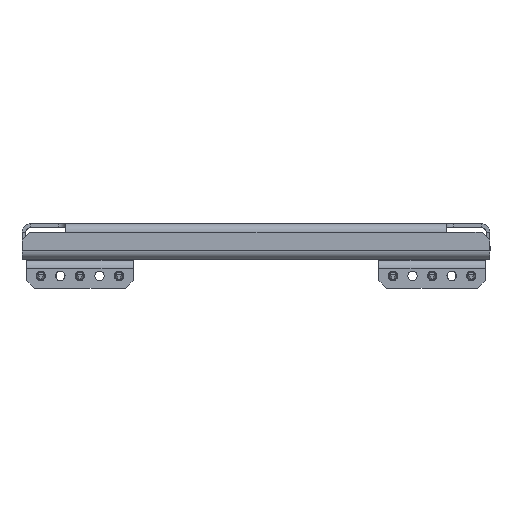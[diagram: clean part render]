
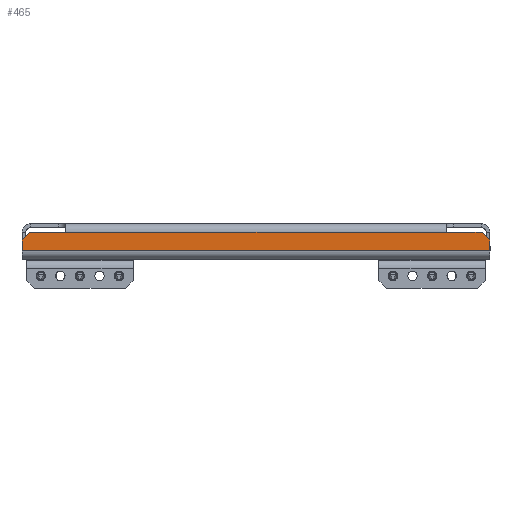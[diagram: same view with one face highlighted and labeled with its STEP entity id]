
A CAD part, left-side view. The second image highlights one B-rep face of the part: STEP entity #465.
In plain terms, the highlighted planar face has unit normal (-1, 0, 0).
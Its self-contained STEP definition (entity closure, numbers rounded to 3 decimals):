
#465 = ADVANCED_FACE ( 'NONE', ( #2415 ), #5655, .F. ) ;
#466 = VERTEX_POINT ( 'NONE', #2799 ) ;
#589 = VECTOR ( 'NONE', #5619, 1000. ) ;
#765 = AXIS2_PLACEMENT_3D ( 'NONE', #11964, #12876, #5616 ) ;
#1393 = LINE ( 'NONE', #5192, #2669 ) ;
#1982 = VERTEX_POINT ( 'NONE', #11284 ) ;
#1984 = CARTESIAN_POINT ( 'NONE',  ( -149.5, 144.5, -3. ) ) ;
#2190 = CARTESIAN_POINT ( 'NONE',  ( -149.5, 121.5, -3. ) ) ;
#2323 = ORIENTED_EDGE ( 'NONE', *, *, #7238, .T. ) ;
#2415 = FACE_OUTER_BOUND ( 'NONE', #12558, .T. ) ;
#2563 = VERTEX_POINT ( 'NONE', #11743 ) ;
#2669 = VECTOR ( 'NONE', #7370, 1000. ) ;
#2798 = VECTOR ( 'NONE', #9645, 1000. ) ;
#2799 = CARTESIAN_POINT ( 'NONE',  ( -149.5, -149.5, -8. ) ) ;
#3092 = VERTEX_POINT ( 'NONE', #12390 ) ;
#3245 = ORIENTED_EDGE ( 'NONE', *, *, #10780, .F. ) ;
#3262 = VECTOR ( 'NONE', #7105, 1000. ) ;
#3284 = CARTESIAN_POINT ( 'NONE',  ( -149.5, -149.5, -3. ) ) ;
#3328 = LINE ( 'NONE', #11777, #589 ) ;
#3431 = LINE ( 'NONE', #12652, #2798 ) ;
#3702 = ORIENTED_EDGE ( 'NONE', *, *, #12459, .T. ) ;
#4134 = CARTESIAN_POINT ( 'NONE',  ( -149.5, -149.5, 0. ) ) ;
#4200 = VERTEX_POINT ( 'NONE', #9948 ) ;
#4834 = ORIENTED_EDGE ( 'NONE', *, *, #10676, .T. ) ;
#5192 = CARTESIAN_POINT ( 'NONE',  ( -149.5, 149.5, 0. ) ) ;
#5315 = DIRECTION ( 'NONE',  ( 0., -1., 0. ) ) ;
#5616 = DIRECTION ( 'NONE',  ( 0., 0., -1. ) ) ;
#5619 = DIRECTION ( 'NONE',  ( 0., -1., 0. ) ) ;
#5655 = PLANE ( 'NONE',  #765 ) ;
#5781 = DIRECTION ( 'NONE',  ( 0., -1., 0. ) ) ;
#6050 = EDGE_CURVE ( 'NONE', #13169, #10462, #13050, .T. ) ;
#6881 = ORIENTED_EDGE ( 'NONE', *, *, #10457, .T. ) ;
#7105 = DIRECTION ( 'NONE',  ( 0., 0.707, -0.707 ) ) ;
#7185 = DIRECTION ( 'NONE',  ( 0., 0., 1. ) ) ;
#7238 = EDGE_CURVE ( 'NONE', #466, #11624, #3431, .T. ) ;
#7275 = LINE ( 'NONE', #2190, #8412 ) ;
#7370 = DIRECTION ( 'NONE',  ( 0., 0., -1. ) ) ;
#7435 = DIRECTION ( 'NONE',  ( 0., 1., 0. ) ) ;
#7472 = CARTESIAN_POINT ( 'NONE',  ( -149.5, -144.5, -3. ) ) ;
#7808 = CARTESIAN_POINT ( 'NONE',  ( -149.5, -149.5, -3. ) ) ;
#7951 = LINE ( 'NONE', #3284, #12467 ) ;
#8412 = VECTOR ( 'NONE', #7435, 1000. ) ;
#8713 = CARTESIAN_POINT ( 'NONE',  ( -149.5, 149.5, -8. ) ) ;
#8909 = VECTOR ( 'NONE', #7185, 1000. ) ;
#8914 = VECTOR ( 'NONE', #5781, 1000. ) ;
#9645 = DIRECTION ( 'NONE',  ( 0., 0.707, 0.707 ) ) ;
#9948 = CARTESIAN_POINT ( 'NONE',  ( -149.5, 149.5, -15. ) ) ;
#10340 = LINE ( 'NONE', #4134, #8909 ) ;
#10341 = LINE ( 'NONE', #7808, #8914 ) ;
#10457 = EDGE_CURVE ( 'NONE', #4200, #3092, #3328, .T. ) ;
#10462 = VERTEX_POINT ( 'NONE', #8713 ) ;
#10559 = CARTESIAN_POINT ( 'NONE',  ( -149.5, 144.5, -3. ) ) ;
#10676 = EDGE_CURVE ( 'NONE', #3092, #466, #10340, .T. ) ;
#10780 = EDGE_CURVE ( 'NONE', #2563, #11624, #7951, .T. ) ;
#11077 = ORIENTED_EDGE ( 'NONE', *, *, #6050, .T. ) ;
#11187 = EDGE_CURVE ( 'NONE', #13169, #1982, #10341, .T. ) ;
#11284 = CARTESIAN_POINT ( 'NONE',  ( -149.5, 121.5, -3. ) ) ;
#11624 = VERTEX_POINT ( 'NONE', #7472 ) ;
#11743 = CARTESIAN_POINT ( 'NONE',  ( -149.5, -121.5, -3. ) ) ;
#11777 = CARTESIAN_POINT ( 'NONE',  ( -149.5, 149.5, -15. ) ) ;
#11835 = ORIENTED_EDGE ( 'NONE', *, *, #12130, .T. ) ;
#11964 = CARTESIAN_POINT ( 'NONE',  ( -149.5, 0., 0. ) ) ;
#12130 = EDGE_CURVE ( 'NONE', #10462, #4200, #1393, .T. ) ;
#12390 = CARTESIAN_POINT ( 'NONE',  ( -149.5, -149.5, -15. ) ) ;
#12459 = EDGE_CURVE ( 'NONE', #2563, #1982, #7275, .T. ) ;
#12467 = VECTOR ( 'NONE', #5315, 1000. ) ;
#12558 = EDGE_LOOP ( 'NONE', ( #4834, #2323, #3245, #3702, #12665, #11077, #11835, #6881 ) ) ;
#12652 = CARTESIAN_POINT ( 'NONE',  ( -149.5, -149.5, -8. ) ) ;
#12665 = ORIENTED_EDGE ( 'NONE', *, *, #11187, .F. ) ;
#12876 = DIRECTION ( 'NONE',  ( 1., 0., 0. ) ) ;
#13050 = LINE ( 'NONE', #1984, #3262 ) ;
#13169 = VERTEX_POINT ( 'NONE', #10559 ) ;
